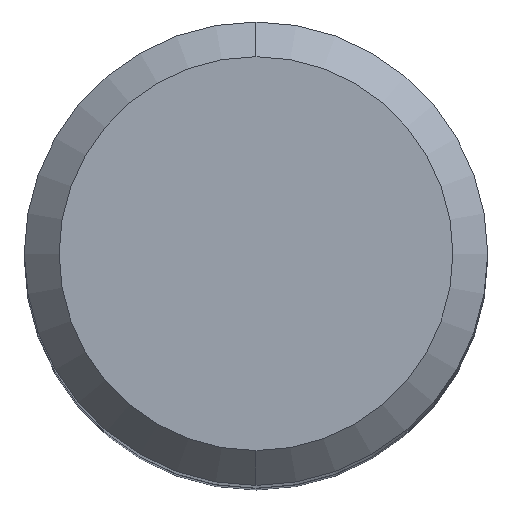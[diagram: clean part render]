
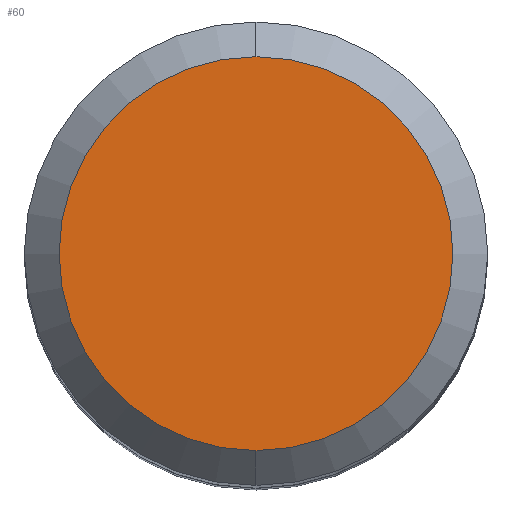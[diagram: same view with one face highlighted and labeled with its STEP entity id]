
A CAD part, top view. The second image highlights one B-rep face of the part: STEP entity #60.
In plain terms, the highlighted planar face has unit normal (0, 0, 1).
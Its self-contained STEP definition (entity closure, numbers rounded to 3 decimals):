
#60=ADVANCED_FACE('',(#129),#130,.T.);
#129=FACE_OUTER_BOUND('',#209,.T.);
#130=PLANE('',#210);
#209=EDGE_LOOP('',(#296,#297));
#210=AXIS2_PLACEMENT_3D('',#298,#299,#300);
#296=ORIENTED_EDGE('',*,*,#400,.F.);
#297=ORIENTED_EDGE('',*,*,#412,.F.);
#298=CARTESIAN_POINT('',(0.,3.4,48.0));
#299=DIRECTION('',(0.,0.0,1.0));
#300=DIRECTION('',(0.0,-1.0,0.0));
#400=EDGE_CURVE('',#465,#467,#468,.T.);
#412=EDGE_CURVE('',#467,#465,#484,.T.);
#465=VERTEX_POINT('',#530);
#467=VERTEX_POINT('',#533);
#468=CIRCLE('',#534,6.8);
#484=CIRCLE('',#553,6.8);
#530=CARTESIAN_POINT('',(0.,6.8,48.0));
#533=CARTESIAN_POINT('',(0.,-6.8,48.0));
#534=AXIS2_PLACEMENT_3D('',#594,#595,#596);
#553=AXIS2_PLACEMENT_3D('',#612,#613,#614);
#594=CARTESIAN_POINT('',(0.,0.0,48.0));
#595=DIRECTION('',(0.,0.0,-1.0));
#596=DIRECTION('',(0.0,1.0,0.0));
#612=CARTESIAN_POINT('',(0.,0.0,48.0));
#613=DIRECTION('',(0.,0.0,-1.0));
#614=DIRECTION('',(0.0,1.0,0.0));
